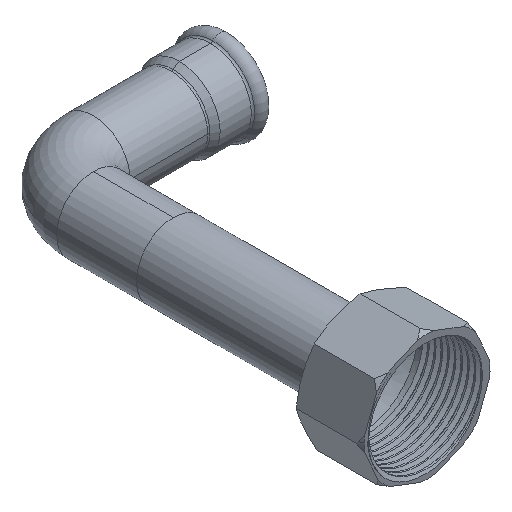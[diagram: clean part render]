
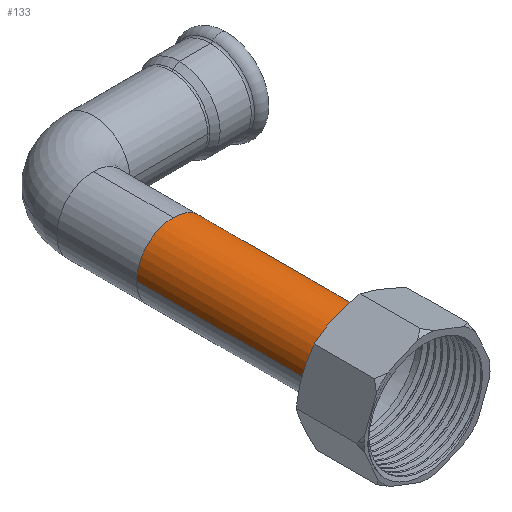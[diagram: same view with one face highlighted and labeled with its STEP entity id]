
A CAD part, isometric view. The second image highlights one B-rep face of the part: STEP entity #133.
In plain terms, the highlighted cylindrical face has radius 14 mm (diameter 28 mm), a partial arc.
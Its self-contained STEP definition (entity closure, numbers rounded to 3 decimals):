
#74 = EDGE_CURVE ( 'NONE', #2647, #3866, #3999, .T. ) ;
#99 = CYLINDRICAL_SURFACE ( 'NONE', #3306, 14. ) ;
#133 = ADVANCED_FACE ( 'NONE', ( #2538 ), #99, .T. ) ;
#144 = CIRCLE ( 'NONE', #4172, 14. ) ;
#194 = VERTEX_POINT ( 'NONE', #2325 ) ;
#238 = DIRECTION ( 'NONE',  ( 0., 1., 0. ) ) ;
#444 = DIRECTION ( 'NONE',  ( -1., 0., 0. ) ) ;
#572 = AXIS2_PLACEMENT_3D ( 'NONE', #2351, #238, #3839 ) ;
#613 = EDGE_CURVE ( 'NONE', #3933, #194, #1332, .T. ) ;
#642 = VECTOR ( 'NONE', #3323, 1000. ) ;
#738 = AXIS2_PLACEMENT_3D ( 'NONE', #2269, #4514, #916 ) ;
#755 = DIRECTION ( 'NONE',  ( 1., 0., 0. ) ) ;
#814 = LINE ( 'NONE', #4030, #2874 ) ;
#916 = DIRECTION ( 'NONE',  ( -1., 0., 0. ) ) ;
#1006 = CARTESIAN_POINT ( 'NONE',  ( -14., 0., 0. ) ) ;
#1090 = DIRECTION ( 'NONE',  ( 0., -1., 0. ) ) ;
#1177 = CARTESIAN_POINT ( 'NONE',  ( 0., 0., 14. ) ) ;
#1238 = VERTEX_POINT ( 'NONE', #2109 ) ;
#1326 = CARTESIAN_POINT ( 'NONE',  ( 0., -66., 0. ) ) ;
#1332 = CIRCLE ( 'NONE', #572, 14. ) ;
#1375 = ORIENTED_EDGE ( 'NONE', *, *, #613, .F. ) ;
#1715 = ORIENTED_EDGE ( 'NONE', *, *, #4017, .F. ) ;
#1894 = CARTESIAN_POINT ( 'NONE',  ( -14., 0., 0. ) ) ;
#2024 = ORIENTED_EDGE ( 'NONE', *, *, #74, .T. ) ;
#2109 = CARTESIAN_POINT ( 'NONE',  ( 14., -66., 0. ) ) ;
#2145 = ORIENTED_EDGE ( 'NONE', *, *, #4576, .F. ) ;
#2264 = EDGE_LOOP ( 'NONE', ( #1715, #2024, #2949, #2145, #1375 ) ) ;
#2269 = CARTESIAN_POINT ( 'NONE',  ( 0., 0., 0. ) ) ;
#2325 = CARTESIAN_POINT ( 'NONE',  ( 14., 0., 0. ) ) ;
#2351 = CARTESIAN_POINT ( 'NONE',  ( 0., 0., 0. ) ) ;
#2416 = DIRECTION ( 'NONE',  ( 0., 1., 0. ) ) ;
#2538 = FACE_OUTER_BOUND ( 'NONE', #2264, .T. ) ;
#2647 = VERTEX_POINT ( 'NONE', #1006 ) ;
#2783 = CIRCLE ( 'NONE', #738, 14. ) ;
#2874 = VECTOR ( 'NONE', #3618, 1000. ) ;
#2896 = CARTESIAN_POINT ( 'NONE',  ( 0., 0., 0. ) ) ;
#2949 = ORIENTED_EDGE ( 'NONE', *, *, #3737, .T. ) ;
#3306 = AXIS2_PLACEMENT_3D ( 'NONE', #2896, #1090, #755 ) ;
#3323 = DIRECTION ( 'NONE',  ( 0., -1., 0. ) ) ;
#3618 = DIRECTION ( 'NONE',  ( 0., -1., 0. ) ) ;
#3737 = EDGE_CURVE ( 'NONE', #3866, #1238, #144, .T. ) ;
#3839 = DIRECTION ( 'NONE',  ( -1., 0., 0. ) ) ;
#3866 = VERTEX_POINT ( 'NONE', #4364 ) ;
#3933 = VERTEX_POINT ( 'NONE', #1177 ) ;
#3999 = LINE ( 'NONE', #1894, #642 ) ;
#4017 = EDGE_CURVE ( 'NONE', #2647, #3933, #2783, .T. ) ;
#4030 = CARTESIAN_POINT ( 'NONE',  ( 14., 0., 0. ) ) ;
#4172 = AXIS2_PLACEMENT_3D ( 'NONE', #1326, #2416, #444 ) ;
#4364 = CARTESIAN_POINT ( 'NONE',  ( -14., -66., 0. ) ) ;
#4514 = DIRECTION ( 'NONE',  ( 0., 1., 0. ) ) ;
#4576 = EDGE_CURVE ( 'NONE', #194, #1238, #814, .T. ) ;
